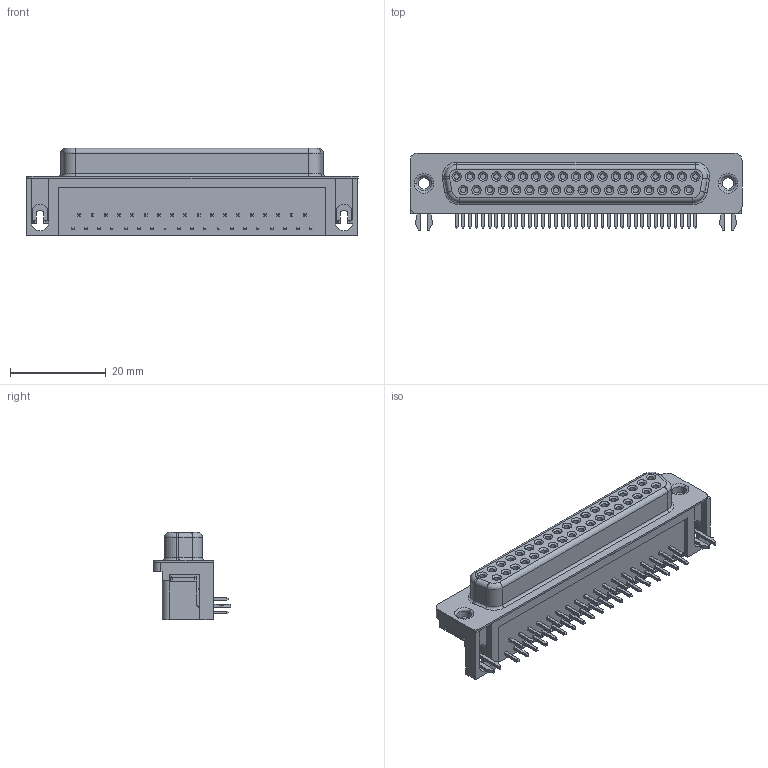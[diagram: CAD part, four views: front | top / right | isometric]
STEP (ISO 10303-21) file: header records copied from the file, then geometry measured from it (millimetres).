
FILE_DESCRIPTION (( 'STEP AP214' ), '1' );
FILE_NAME ('K22X(HT)-C37S-N_rA2(rA1).STEP', '2013-12-06T21:58:53', ( '' ), ( '' ), 'SwSTEP 2.0', 'SolidWorks 2012', '' );
FILE_SCHEMA (( 'AUTOMOTIVE_DESIGN' ));
Length unit declared in the file: millimetre
Products named in the file (1): K22X(HT)-C37S-N_rA2(rA1)
Bounding box: 69.32 x 16.11 x 18.2 mm (x, y, z)
Volume: 10063 mm3; surface area: 6054 mm2
Topology: 1 solids, 1 shells, 726 faces, 1679 edges, 1026 vertices
Faces by surface type: plane 481, cylinder 149, cone 82, torus 14
Entity records: 22747 total; most frequent: DIRECTION 3537, CARTESIAN_POINT 3432, ORIENTED_EDGE 3358, EDGE_CURVE 1679, VECTOR 1275, LINE 1275, AXIS2_PLACEMENT_3D 1131, VERTEX_POINT 1026
